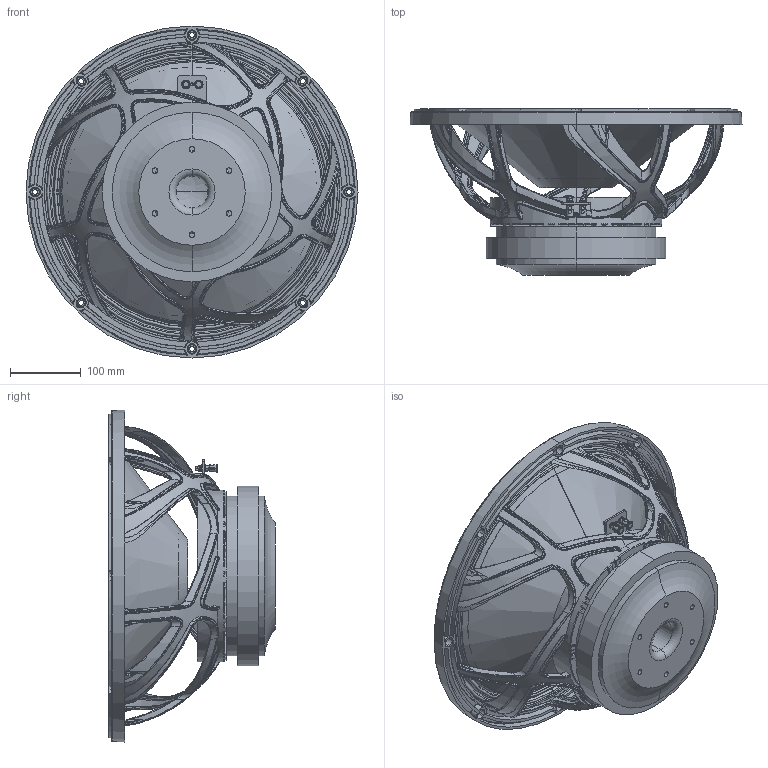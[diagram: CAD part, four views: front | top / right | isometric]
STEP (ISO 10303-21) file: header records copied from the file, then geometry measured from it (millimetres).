
FILE_DESCRIPTION (( 'STEP AP214' ), '1' );
FILE_NAME ('186FIND-552A-3D.STEP', '2023-12-30T01:03:51', ( '' ), ( '' ), 'SwSTEP 2.0', 'SolidWorks 2020', '' );
FILE_SCHEMA (( 'AUTOMOTIVE_DESIGN' ));
Length unit declared in the file: millimetre
Products named in the file (16): Connector; 552A-P010-00 Plate; 304-122 Basket -20201019; Positive washer_2; 552A-P030-00 Magnet; Alu Ring; Cone; Gasket; dust cap; washer; Positive washer_1; Positive Terminal; 蚾饜极1; 186FIND-552A-3D; 蹟譫; 552A-P040-00 T yoke
Assembly tree (24 placements, depth 3):
  186FIND-552A-3D
    552A-P010-00 Plate
    552A-P030-00 Magnet
    552A-P040-00 T yoke
    Alu Ring
    304-122 Basket -20201019
    Cone
    Gasket  x4
    dust cap
    蚾饜极1
      Positive Terminal  x2
      Positive washer_1  x2
      Positive washer_2  x2
      washer  x2
      Connector  x2
      蹟譫  x2
Bounding box: 467.89 x 234 x 467.89 mm (x, y, z)
Volume: 3761229.2 mm3; surface area: 1299826.7 mm2
Topology: 26 solids, 26 shells, 2783 faces, 7132 edges, 4304 vertices
Faces by surface type: bspline 981, cylinder 626, torus 594, plane 306, cone 139, sphere 137
Entity records: 164120 total; most frequent: CARTESIAN_POINT 106646, ORIENTED_EDGE 13122, DIRECTION 10055, EDGE_CURVE 6561, AXIS2_PLACEMENT_3D 4528, VERTEX_POINT 3999, CIRCLE 2874, EDGE_LOOP 2756
